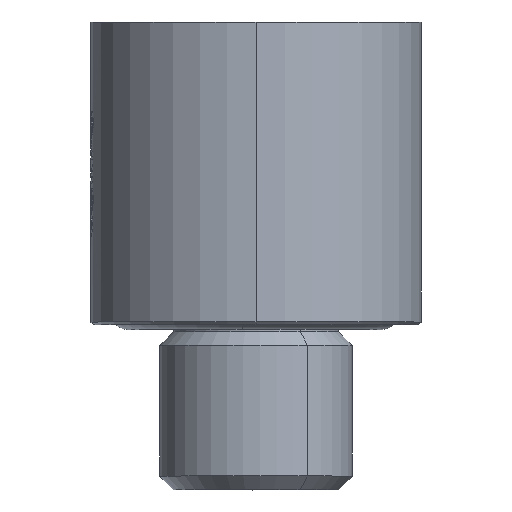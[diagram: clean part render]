
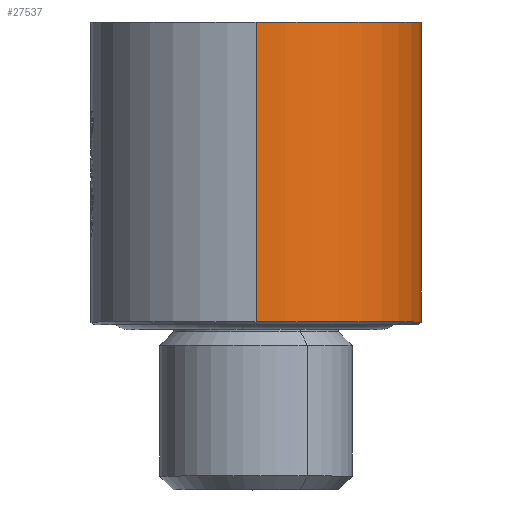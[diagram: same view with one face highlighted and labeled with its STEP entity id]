
A CAD part, top view. The second image highlights one B-rep face of the part: STEP entity #27537.
In plain terms, the highlighted cylindrical face has radius 12 mm (diameter 24 mm), a partial arc.
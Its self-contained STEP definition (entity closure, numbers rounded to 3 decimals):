
#781 = DIRECTION ( 'NONE',  ( 0., 0., 1. ) ) ;
#1932 = CARTESIAN_POINT ( 'NONE',  ( 0., 22., 12. ) ) ;
#2928 = VERTEX_POINT ( 'NONE', #9750 ) ;
#3045 = EDGE_CURVE ( 'NONE', #14136, #8311, #18272, .T. ) ;
#3821 = DIRECTION ( 'NONE',  ( 0., 0., -1. ) ) ;
#5569 = FACE_OUTER_BOUND ( 'NONE', #18138, .T. ) ;
#5731 = AXIS2_PLACEMENT_3D ( 'NONE', #14337, #23100, #781 ) ;
#6218 = DIRECTION ( 'NONE',  ( 0., 0., 1. ) ) ;
#8311 = VERTEX_POINT ( 'NONE', #17750 ) ;
#9750 = CARTESIAN_POINT ( 'NONE',  ( 0., 0.2, 12. ) ) ;
#10281 = DIRECTION ( 'NONE',  ( 0., 1., 0. ) ) ;
#10781 = VECTOR ( 'NONE', #23563, 1000. ) ;
#11839 = EDGE_CURVE ( 'NONE', #2928, #14136, #14456, .T. ) ;
#12216 = CARTESIAN_POINT ( 'NONE',  ( 0., 22., 0. ) ) ;
#12877 = EDGE_CURVE ( 'NONE', #22826, #2928, #15713, .T. ) ;
#12947 = VECTOR ( 'NONE', #10281, 1000. ) ;
#14136 = VERTEX_POINT ( 'NONE', #1932 ) ;
#14337 = CARTESIAN_POINT ( 'NONE',  ( 0., 0., 0. ) ) ;
#14456 = LINE ( 'NONE', #19028, #12947 ) ;
#14782 = AXIS2_PLACEMENT_3D ( 'NONE', #14849, #17429, #6218 ) ;
#14849 = CARTESIAN_POINT ( 'NONE',  ( 0., 0.2, 0. ) ) ;
#15713 = CIRCLE ( 'NONE', #14782, 12. ) ;
#17086 = CARTESIAN_POINT ( 'NONE',  ( 0., 0., -12. ) ) ;
#17343 = AXIS2_PLACEMENT_3D ( 'NONE', #12216, #23693, #3821 ) ;
#17376 = LINE ( 'NONE', #17086, #10781 ) ;
#17429 = DIRECTION ( 'NONE',  ( 0., -1., 0. ) ) ;
#17750 = CARTESIAN_POINT ( 'NONE',  ( 0., 22., -12. ) ) ;
#18138 = EDGE_LOOP ( 'NONE', ( #24579, #26038, #25105, #23846 ) ) ;
#18272 = CIRCLE ( 'NONE', #17343, 12. ) ;
#19028 = CARTESIAN_POINT ( 'NONE',  ( 0., 0., 12. ) ) ;
#22106 = CARTESIAN_POINT ( 'NONE',  ( 0., 0.2, -12. ) ) ;
#22826 = VERTEX_POINT ( 'NONE', #22106 ) ;
#23100 = DIRECTION ( 'NONE',  ( 0., 1., 0. ) ) ;
#23563 = DIRECTION ( 'NONE',  ( 0., 1., 0. ) ) ;
#23693 = DIRECTION ( 'NONE',  ( 0., 1., 0. ) ) ;
#23846 = ORIENTED_EDGE ( 'NONE', *, *, #11839, .F. ) ;
#24579 = ORIENTED_EDGE ( 'NONE', *, *, #12877, .F. ) ;
#25105 = ORIENTED_EDGE ( 'NONE', *, *, #3045, .F. ) ;
#26038 = ORIENTED_EDGE ( 'NONE', *, *, #27256, .T. ) ;
#27256 = EDGE_CURVE ( 'NONE', #22826, #8311, #17376, .T. ) ;
#27415 = CYLINDRICAL_SURFACE ( 'NONE', #5731, 12. ) ;
#27537 = ADVANCED_FACE ( 'NONE', ( #5569 ), #27415, .T. ) ;
